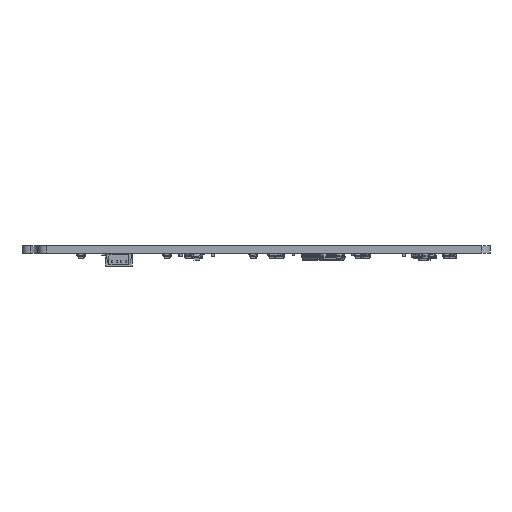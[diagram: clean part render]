
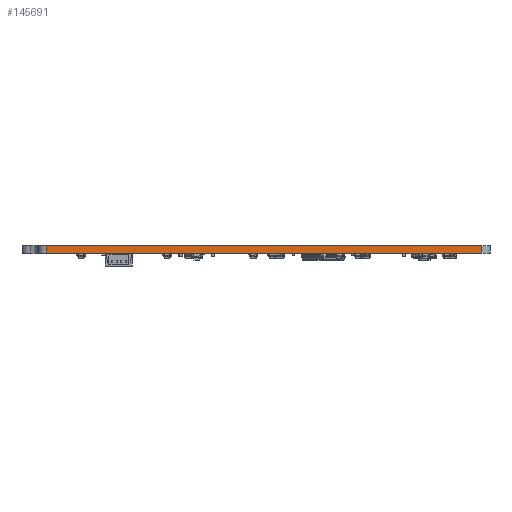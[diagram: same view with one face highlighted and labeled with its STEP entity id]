
A CAD part, left-side view. The second image highlights one B-rep face of the part: STEP entity #145691.
In plain terms, the highlighted planar face has unit normal (-1, 0, 0).
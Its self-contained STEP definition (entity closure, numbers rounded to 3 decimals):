
#109544 = PLANE('',#109545);
#109545 = AXIS2_PLACEMENT_3D('',#109546,#109547,#109548);
#109546 = CARTESIAN_POINT('',(200.447,-161.669,1.6));
#109547 = DIRECTION('',(0.,0.,1.));
#109548 = DIRECTION('',(1.,0.,-0.));
#109599 = PLANE('',#109600);
#109600 = AXIS2_PLACEMENT_3D('',#109601,#109602,#109603);
#109601 = CARTESIAN_POINT('',(200.447,-161.669,0.));
#109602 = DIRECTION('',(0.,0.,1.));
#109603 = DIRECTION('',(1.,0.,-0.));
#109936 = VERTEX_POINT('',#109937);
#109937 = CARTESIAN_POINT('',(4.763,-113.705,0.));
#109952 = CYLINDRICAL_SURFACE('',#109953,1.786);
#109953 = AXIS2_PLACEMENT_3D('',#109954,#109955,#109956);
#109954 = CARTESIAN_POINT('',(6.548,-113.705,0.));
#109955 = DIRECTION('',(-0.,-0.,-1.));
#109956 = DIRECTION('',(1.,0.,-0.));
#109964 = EDGE_CURVE('',#109965,#109936,#109967,.T.);
#109965 = VERTEX_POINT('',#109966);
#109966 = CARTESIAN_POINT('',(4.762,-210.145,0.));
#109967 = SURFACE_CURVE('',#109968,(#109972,#109979),.PCURVE_S1.);
#109968 = LINE('',#109969,#109970);
#109969 = CARTESIAN_POINT('',(4.762,-210.145,0.));
#109970 = VECTOR('',#109971,1.);
#109971 = DIRECTION('',(0.,1.,0.));
#109972 = PCURVE('',#109599,#109973);
#109973 = DEFINITIONAL_REPRESENTATION('',(#109974),#109978);
#109974 = LINE('',#109975,#109976);
#109975 = CARTESIAN_POINT('',(-195.684,-48.477));
#109976 = VECTOR('',#109977,1.);
#109977 = DIRECTION('',(0.,1.));
#109978 = ( GEOMETRIC_REPRESENTATION_CONTEXT(2) 
PARAMETRIC_REPRESENTATION_CONTEXT() REPRESENTATION_CONTEXT('2D SPACE',''
  ) );
#109979 = PCURVE('',#109980,#109985);
#109980 = PLANE('',#109981);
#109981 = AXIS2_PLACEMENT_3D('',#109982,#109983,#109984);
#109982 = CARTESIAN_POINT('',(4.762,-210.145,0.));
#109983 = DIRECTION('',(-1.,0.,0.));
#109984 = DIRECTION('',(0.,1.,0.));
#109985 = DEFINITIONAL_REPRESENTATION('',(#109986),#109990);
#109986 = LINE('',#109987,#109988);
#109987 = CARTESIAN_POINT('',(0.,0.));
#109988 = VECTOR('',#109989,1.);
#109989 = DIRECTION('',(1.,0.));
#109990 = ( GEOMETRIC_REPRESENTATION_CONTEXT(2) 
PARAMETRIC_REPRESENTATION_CONTEXT() REPRESENTATION_CONTEXT('2D SPACE',''
  ) );
#110009 = CYLINDRICAL_SURFACE('',#110010,1.786);
#110010 = AXIS2_PLACEMENT_3D('',#110011,#110012,#110013);
#110011 = CARTESIAN_POINT('',(6.548,-210.146,0.));
#110012 = DIRECTION('',(-0.,-0.,-1.));
#110013 = DIRECTION('',(1.,0.,-0.));
#129312 = VERTEX_POINT('',#129313);
#129313 = CARTESIAN_POINT('',(4.763,-113.705,1.6));
#129335 = EDGE_CURVE('',#129336,#129312,#129338,.T.);
#129336 = VERTEX_POINT('',#129337);
#129337 = CARTESIAN_POINT('',(4.762,-210.145,1.6));
#129338 = SURFACE_CURVE('',#129339,(#129343,#129350),.PCURVE_S1.);
#129339 = LINE('',#129340,#129341);
#129340 = CARTESIAN_POINT('',(4.762,-210.145,1.6));
#129341 = VECTOR('',#129342,1.);
#129342 = DIRECTION('',(0.,1.,0.));
#129343 = PCURVE('',#109544,#129344);
#129344 = DEFINITIONAL_REPRESENTATION('',(#129345),#129349);
#129345 = LINE('',#129346,#129347);
#129346 = CARTESIAN_POINT('',(-195.684,-48.477));
#129347 = VECTOR('',#129348,1.);
#129348 = DIRECTION('',(0.,1.));
#129349 = ( GEOMETRIC_REPRESENTATION_CONTEXT(2) 
PARAMETRIC_REPRESENTATION_CONTEXT() REPRESENTATION_CONTEXT('2D SPACE',''
  ) );
#129350 = PCURVE('',#109980,#129351);
#129351 = DEFINITIONAL_REPRESENTATION('',(#129352),#129356);
#129352 = LINE('',#129353,#129354);
#129353 = CARTESIAN_POINT('',(0.,-1.6));
#129354 = VECTOR('',#129355,1.);
#129355 = DIRECTION('',(1.,0.));
#129356 = ( GEOMETRIC_REPRESENTATION_CONTEXT(2) 
PARAMETRIC_REPRESENTATION_CONTEXT() REPRESENTATION_CONTEXT('2D SPACE',''
  ) );
#145641 = EDGE_CURVE('',#109965,#129336,#145642,.T.);
#145642 = SURFACE_CURVE('',#145643,(#145647,#145654),.PCURVE_S1.);
#145643 = LINE('',#145644,#145645);
#145644 = CARTESIAN_POINT('',(4.762,-210.145,0.));
#145645 = VECTOR('',#145646,1.);
#145646 = DIRECTION('',(0.,0.,1.));
#145647 = PCURVE('',#110009,#145648);
#145648 = DEFINITIONAL_REPRESENTATION('',(#145649),#145653);
#145649 = LINE('',#145650,#145651);
#145650 = CARTESIAN_POINT('',(-3.142,0.));
#145651 = VECTOR('',#145652,1.);
#145652 = DIRECTION('',(-0.,-1.));
#145653 = ( GEOMETRIC_REPRESENTATION_CONTEXT(2) 
PARAMETRIC_REPRESENTATION_CONTEXT() REPRESENTATION_CONTEXT('2D SPACE',''
  ) );
#145654 = PCURVE('',#109980,#145655);
#145655 = DEFINITIONAL_REPRESENTATION('',(#145656),#145660);
#145656 = LINE('',#145657,#145658);
#145657 = CARTESIAN_POINT('',(0.,0.));
#145658 = VECTOR('',#145659,1.);
#145659 = DIRECTION('',(0.,-1.));
#145660 = ( GEOMETRIC_REPRESENTATION_CONTEXT(2) 
PARAMETRIC_REPRESENTATION_CONTEXT() REPRESENTATION_CONTEXT('2D SPACE',''
  ) );
#145691 = ADVANCED_FACE('',(#145692),#109980,.T.);
#145692 = FACE_BOUND('',#145693,.T.);
#145693 = EDGE_LOOP('',(#145694,#145695,#145696,#145717));
#145694 = ORIENTED_EDGE('',*,*,#145641,.T.);
#145695 = ORIENTED_EDGE('',*,*,#129335,.T.);
#145696 = ORIENTED_EDGE('',*,*,#145697,.F.);
#145697 = EDGE_CURVE('',#109936,#129312,#145698,.T.);
#145698 = SURFACE_CURVE('',#145699,(#145703,#145710),.PCURVE_S1.);
#145699 = LINE('',#145700,#145701);
#145700 = CARTESIAN_POINT('',(4.763,-113.705,0.));
#145701 = VECTOR('',#145702,1.);
#145702 = DIRECTION('',(0.,0.,1.));
#145703 = PCURVE('',#109980,#145704);
#145704 = DEFINITIONAL_REPRESENTATION('',(#145705),#145709);
#145705 = LINE('',#145706,#145707);
#145706 = CARTESIAN_POINT('',(96.441,0.));
#145707 = VECTOR('',#145708,1.);
#145708 = DIRECTION('',(0.,-1.));
#145709 = ( GEOMETRIC_REPRESENTATION_CONTEXT(2) 
PARAMETRIC_REPRESENTATION_CONTEXT() REPRESENTATION_CONTEXT('2D SPACE',''
  ) );
#145710 = PCURVE('',#109952,#145711);
#145711 = DEFINITIONAL_REPRESENTATION('',(#145712),#145716);
#145712 = LINE('',#145713,#145714);
#145713 = CARTESIAN_POINT('',(-3.142,0.));
#145714 = VECTOR('',#145715,1.);
#145715 = DIRECTION('',(-0.,-1.));
#145716 = ( GEOMETRIC_REPRESENTATION_CONTEXT(2) 
PARAMETRIC_REPRESENTATION_CONTEXT() REPRESENTATION_CONTEXT('2D SPACE',''
  ) );
#145717 = ORIENTED_EDGE('',*,*,#109964,.F.);
